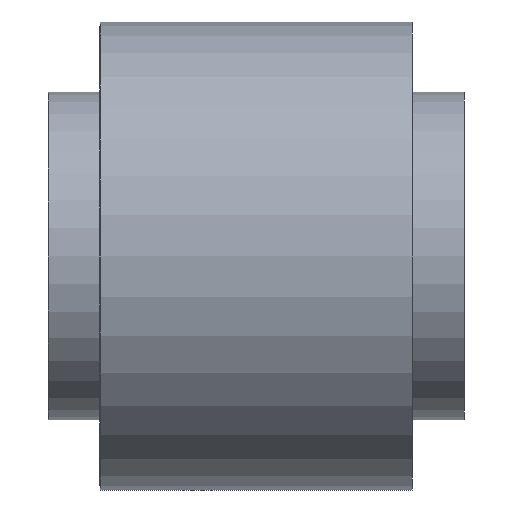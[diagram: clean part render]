
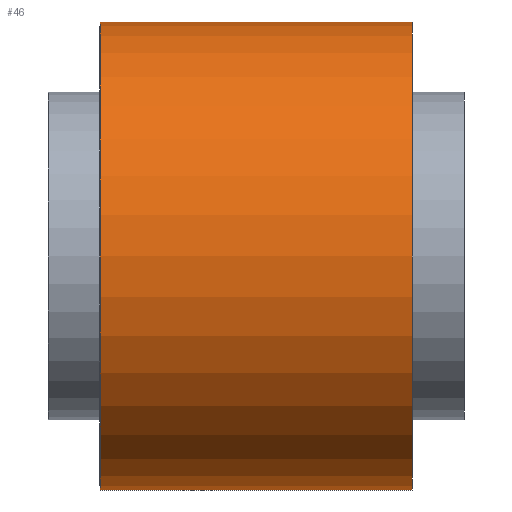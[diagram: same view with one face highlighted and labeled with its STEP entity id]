
A CAD part, front view. The second image highlights one B-rep face of the part: STEP entity #46.
In plain terms, the highlighted cylindrical face has radius 45 mm (diameter 90 mm), a full revolution.
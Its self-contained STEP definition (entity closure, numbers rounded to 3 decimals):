
#46 = ADVANCED_FACE( '', ( #101, #102 ), #103, .T. );
#101 = FACE_OUTER_BOUND( '', #172, .T. );
#102 = FACE_OUTER_BOUND( '', #173, .T. );
#103 = CYLINDRICAL_SURFACE( '', #174, 45. );
#172 = EDGE_LOOP( '', ( #243 ) );
#173 = EDGE_LOOP( '', ( #244 ) );
#174 = AXIS2_PLACEMENT_3D( '', #245, #246, #247 );
#243 = ORIENTED_EDGE( '', *, *, #330, .T. );
#244 = ORIENTED_EDGE( '', *, *, #324, .F. );
#245 = CARTESIAN_POINT( '', ( 80., 0., 0. ) );
#246 = DIRECTION( '', ( -1., 0., 0. ) );
#247 = DIRECTION( '', ( 0., 0., -1. ) );
#324 = EDGE_CURVE( '', #358, #358, #359, .T. );
#330 = EDGE_CURVE( '', #368, #368, #369, .T. );
#358 = VERTEX_POINT( '', #406 );
#359 = CIRCLE( '', #407, 45. );
#368 = VERTEX_POINT( '', #416 );
#369 = CIRCLE( '', #417, 45. );
#406 = CARTESIAN_POINT( '', ( 70., 0., -45. ) );
#407 = AXIS2_PLACEMENT_3D( '', #454, #455, #456 );
#416 = CARTESIAN_POINT( '', ( 10., 0., -45. ) );
#417 = AXIS2_PLACEMENT_3D( '', #466, #467, #468 );
#454 = CARTESIAN_POINT( '', ( 70., 0., 0. ) );
#455 = DIRECTION( '', ( 1., 0., 0. ) );
#456 = DIRECTION( '', ( 0., 0., -1. ) );
#466 = CARTESIAN_POINT( '', ( 10., 0., 0. ) );
#467 = DIRECTION( '', ( 1., 0., 0. ) );
#468 = DIRECTION( '', ( 0., 0., -1. ) );
